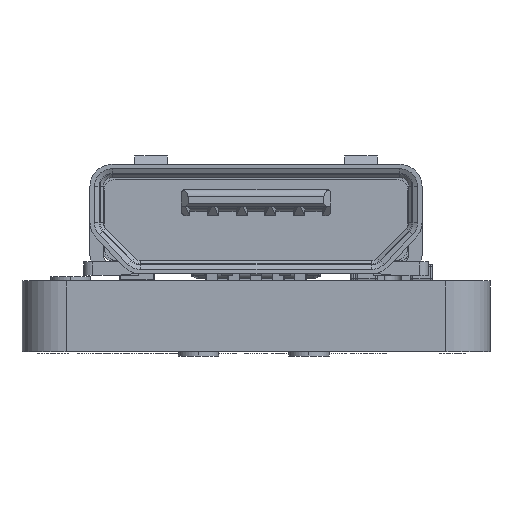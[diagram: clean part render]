
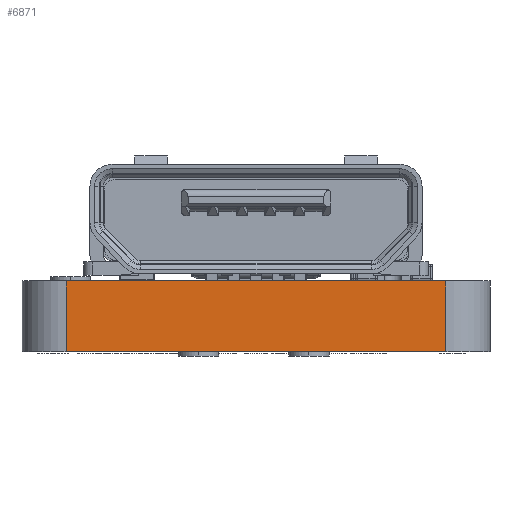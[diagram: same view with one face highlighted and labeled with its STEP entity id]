
A CAD part, left-side view. The second image highlights one B-rep face of the part: STEP entity #6871.
In plain terms, the highlighted planar face has unit normal (-1, 0, 0).
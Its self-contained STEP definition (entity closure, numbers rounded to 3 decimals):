
#4457=FACE_OUTER_BOUND($,#5424,.T.);
#5424=EDGE_LOOP($,(#10353,#10354,#10355,#10356));
#6409=PLANE($,#8470);
#6871=ADVANCED_FACE($,(#4457),#6409,.T.);
#8470=AXIS2_PLACEMENT_3D($,#28231,#23991,$);
#10353=ORIENTED_EDGE($,*,*,#15184,.T.);
#10354=ORIENTED_EDGE($,*,*,#15201,.T.);
#10355=ORIENTED_EDGE($,*,*,#15192,.F.);
#10356=ORIENTED_EDGE($,*,*,#15200,.F.);
#15184=EDGE_CURVE($,#21474,#21475,#19674,.T.);
#15192=EDGE_CURVE($,#21483,#21484,#19678,.T.);
#15200=EDGE_CURVE($,#21474,#21483,#19684,.T.);
#15201=EDGE_CURVE($,#21475,#21484,#19685,.T.);
#17876=VECTOR($,#23974,8.6);
#17880=VECTOR($,#23978,8.6);
#17886=VECTOR($,#23984,1.6);
#17887=VECTOR($,#23985,1.6);
#19674=LINE($,#28231,#17876);
#19678=LINE($,#28244,#17880);
#19684=LINE($,#28231,#17886);
#19685=LINE($,#28232,#17887);
#21474=VERTEX_POINT($,#28231);
#21475=VERTEX_POINT($,#28232);
#21483=VERTEX_POINT($,#28244);
#21484=VERTEX_POINT($,#28245);
#23974=DIRECTION($,(0.,1.,0.));
#23978=DIRECTION($,(0.,1.,0.));
#23984=DIRECTION($,(0.,0.,-1.));
#23985=DIRECTION($,(0.,0.,-1.));
#23991=DIRECTION($,(-1.,0.,0.));
#28231=CARTESIAN_POINT('',(0.,1.,0.));
#28232=CARTESIAN_POINT('',(0.,9.6,0.));
#28244=CARTESIAN_POINT('',(0.,1.,-1.6));
#28245=CARTESIAN_POINT('',(0.,9.6,-1.6));
